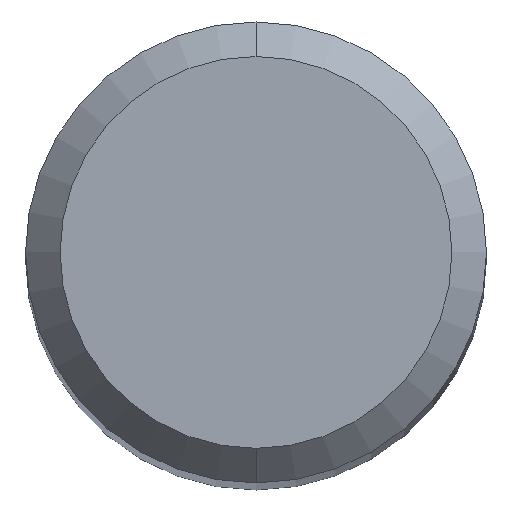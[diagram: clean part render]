
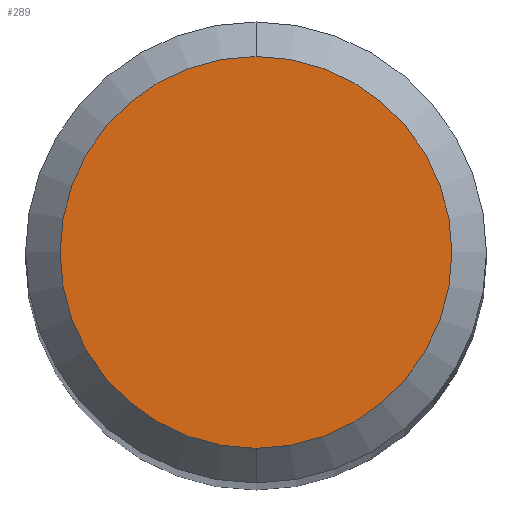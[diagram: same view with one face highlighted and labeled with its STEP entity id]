
A CAD part, top view. The second image highlights one B-rep face of the part: STEP entity #289.
In plain terms, the highlighted planar face has unit normal (0, 0, 1).
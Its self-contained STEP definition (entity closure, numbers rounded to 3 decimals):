
#217=VERTEX_POINT('',#536);
#257=EDGE_CURVE('',#409,#217,#581,.T.);
#289=ADVANCED_FACE('',(#616),#617,.T.);
#391=EDGE_CURVE('',#217,#409,#730,.T.);
#409=VERTEX_POINT('',#748);
#536=CARTESIAN_POINT('',(0.0,1.7,0.0));
#581=CIRCLE('',#994,1.7);
#616=FACE_OUTER_BOUND('',#1065,.T.);
#617=PLANE('',#1066);
#730=CIRCLE('',#1276,1.7);
#748=CARTESIAN_POINT('',(0.,-1.7,0.0));
#994=AXIS2_PLACEMENT_3D('',#1569,#1570,#1571);
#1065=EDGE_LOOP('',(#1611,#1612));
#1066=AXIS2_PLACEMENT_3D('',#1613,#1614,#1615);
#1276=AXIS2_PLACEMENT_3D('',#1740,#1741,#1742);
#1569=CARTESIAN_POINT('',(0.0,0.0,0.0));
#1570=DIRECTION('',(0.0,0.0,-1.0));
#1571=DIRECTION('',(0.0,1.0,0.0));
#1611=ORIENTED_EDGE('',*,*,#391,.F.);
#1612=ORIENTED_EDGE('',*,*,#257,.F.);
#1613=CARTESIAN_POINT('',(0.0,0.85,0.0));
#1614=DIRECTION('',(-0.0,0.0,1.0));
#1615=DIRECTION('',(0.0,-1.0,0.0));
#1740=CARTESIAN_POINT('',(0.0,0.0,0.0));
#1741=DIRECTION('',(0.0,0.0,-1.0));
#1742=DIRECTION('',(0.0,1.0,0.0));
